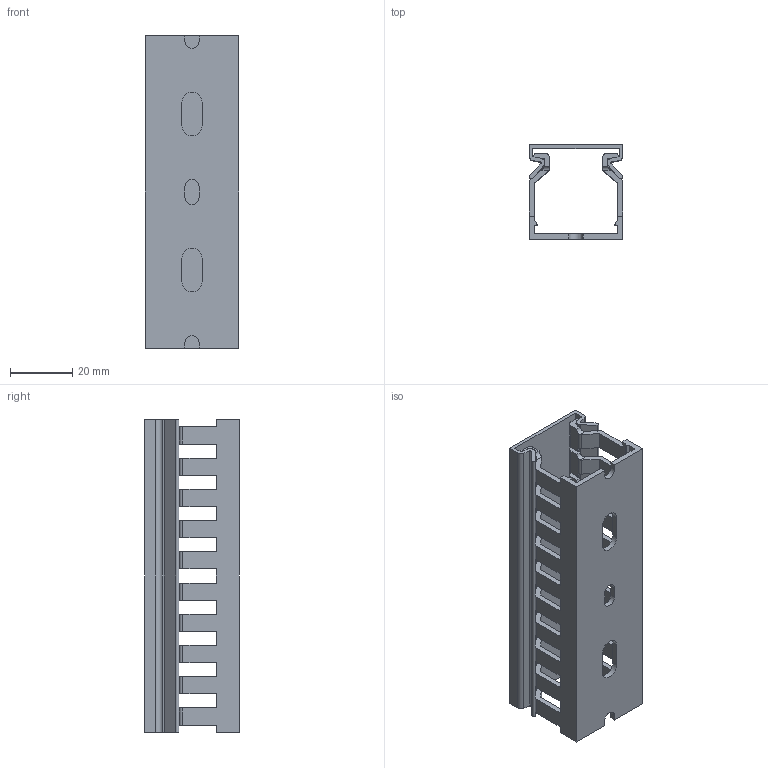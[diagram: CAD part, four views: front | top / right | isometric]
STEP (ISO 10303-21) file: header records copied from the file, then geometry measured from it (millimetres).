
FILE_DESCRIPTION(/* description */ (''),/* implementation_level */ '2;1');
FILE_NAME(/* name */ '17840.6_VK_HF_30X30_LG.stp',/* time_stamp */ '2017-10-24T13:17:22+02:00',/* author */ ('freichenberger'),/* organization */ (''),/* preprocessor_version */ 'ST-DEVELOPER v16.13',/* originating_system */ 'Autodesk Inventor 2018',/* authorisation */ '');
FILE_SCHEMA (('AUTOMOTIVE_DESIGN { 1 0 10303 214 3 1 1 }'));
Length unit declared in the file: millimetre
Products named in the file (3): 17840.6_VK_HF_30X30_LG; 7308-1; Deckel 30
Assembly tree (2 placements, depth 2):
  17840.6_VK_HF_30X30_LG
    7308-1
    Deckel 30
Bounding box: 30 x 30.37 x 100 mm (x, y, z)
Volume: 19184.7 mm3; surface area: 28647.1 mm2
Topology: 2 solids, 2 shells, 428 faces, 1272 edges, 848 vertices
Faces by surface type: plane 266, cylinder 162
Entity records: 15042 total; most frequent: CARTESIAN_POINT 3273, ORIENTED_EDGE 2544, DIRECTION 2382, EDGE_CURVE 1272, LINE 868, VECTOR 868, VERTEX_POINT 848, AXIS2_PLACEMENT_3D 757
